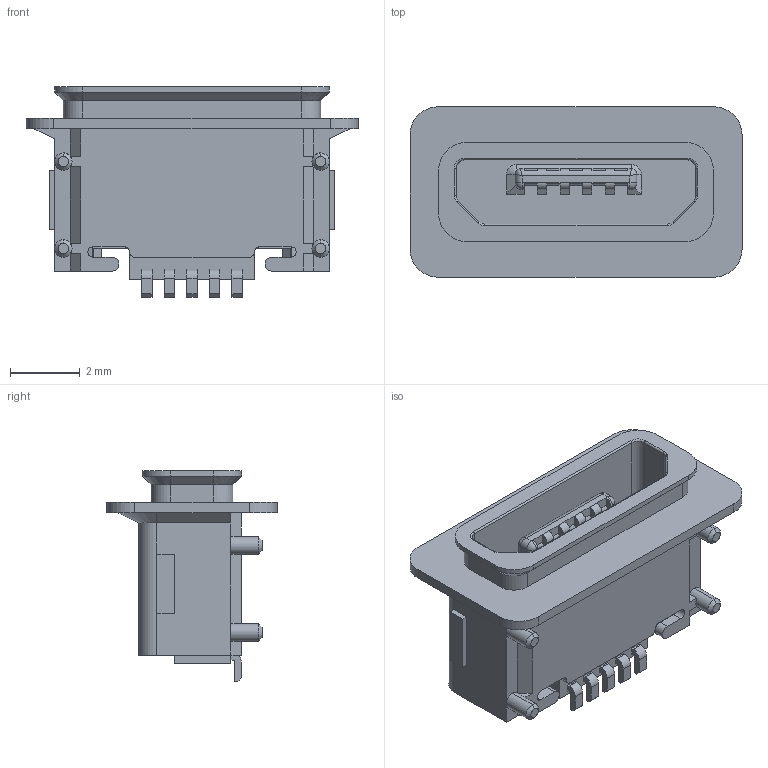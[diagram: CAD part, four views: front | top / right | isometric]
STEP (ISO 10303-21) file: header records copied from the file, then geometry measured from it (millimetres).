
FILE_DESCRIPTION (( 'STEP AP214' ), '1' );
FILE_NAME ('USB3505-30-A.STEP', '2022-02-17T07:52:05', ( '' ), ( '' ), 'SwSTEP 2.0', 'SolidWorks 2017', '' );
FILE_SCHEMA (( 'AUTOMOTIVE_DESIGN' ));
Length unit declared in the file: millimetre
Products named in the file (1): USB3505-30-A
Bounding box: 9.55 x 4.9 x 6.05 mm (x, y, z)
Volume: 80.7 mm3; surface area: 501 mm2
Topology: 13 solids, 13 shells, 376 faces, 963 edges, 613 vertices
Faces by surface type: plane 258, cylinder 92, cone 16, torus 6, bspline 2, sphere 2
Entity records: 11434 total; most frequent: CARTESIAN_POINT 2037, ORIENTED_EDGE 1918, DIRECTION 1914, EDGE_CURVE 959, VECTOR 730, LINE 730, VERTEX_POINT 613, AXIS2_PLACEMENT_3D 592
